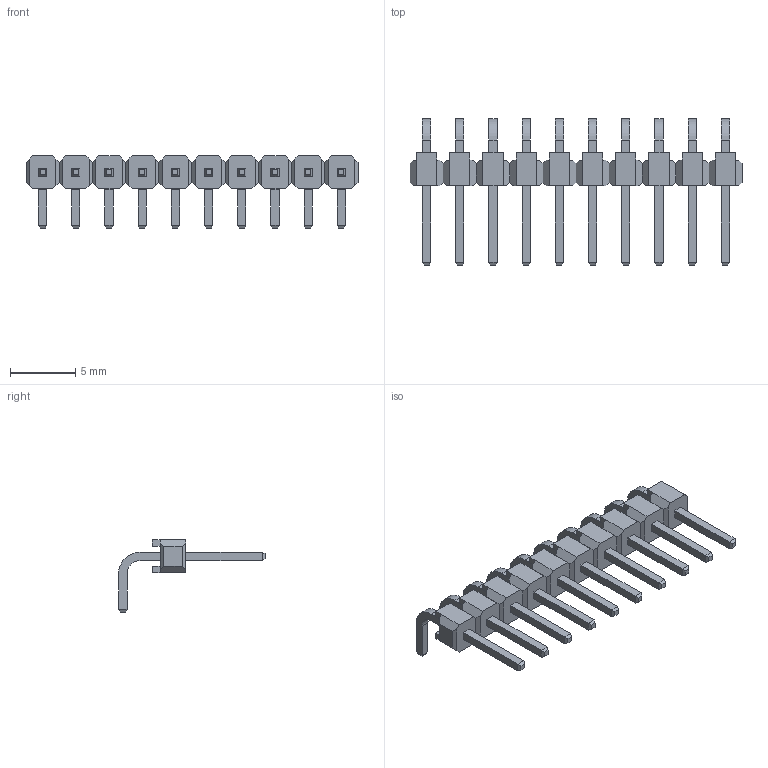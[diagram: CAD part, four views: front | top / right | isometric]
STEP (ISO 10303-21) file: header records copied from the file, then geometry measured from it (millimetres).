
FILE_DESCRIPTION(/* description */ (''),/* implementation_level */ '2;1');
FILE_NAME(/* name */ 'HARWIN M20-9961045.step',/* time_stamp */ '2022-09-20T16:35:26+01:00',/* author */ (''),/* organization */ (''),/* preprocessor_version */ 'ST-DEVELOPER v19',/* originating_system */ 'Autodesk Translation Framework v11.7.0.108',/* authorisation */ '');
FILE_SCHEMA (('AUTOMOTIVE_DESIGN { 1 0 10303 214 3 1 1 }'));
Length unit declared in the file: millimetre
Products named in the file (2): HARWIN M20-996XX45; M20-996-MOULD
Assembly tree (1 placements, depth 2):
  HARWIN M20-996XX45
    M20-996-MOULD
Bounding box: 25.4 x 11.22 x 5.54 mm (x, y, z)
Volume: 173.8 mm3; surface area: 649.1 mm2
Topology: 10 solids, 10 shells, 440 faces, 1080 edges, 680 vertices
Faces by surface type: plane 420, cylinder 20
Entity records: 12842 total; most frequent: CARTESIAN_POINT 2203, ORIENTED_EDGE 2160, DIRECTION 2006, EDGE_CURVE 1080, LINE 1040, VECTOR 1040, VERTEX_POINT 680, AXIS2_PLACEMENT_3D 483
